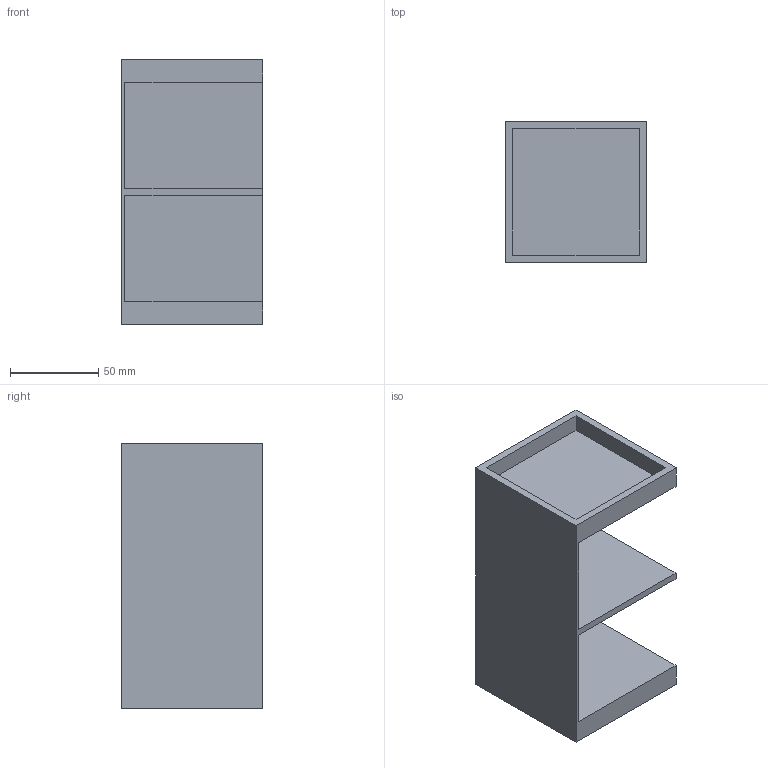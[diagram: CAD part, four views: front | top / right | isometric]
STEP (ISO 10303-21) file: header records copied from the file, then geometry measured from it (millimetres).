
FILE_DESCRIPTION (( 'STEP AP214' ), '1' );
FILE_NAME ('h1.STEP', '2025-07-09T20:16:36', ( '' ), ( '' ), 'SwSTEP 2.0', 'SolidWorks 2025', '' );
FILE_SCHEMA (( 'AUTOMOTIVE_DESIGN' ));
Length unit declared in the file: millimetre
Products named in the file (1): h1
Bounding box: 80 x 80 x 150 mm (x, y, z)
Volume: 128595.3 mm3; surface area: 90930.4 mm2
Topology: 1 solids, 1 shells, 24 faces, 60 edges, 40 vertices
Faces by surface type: plane 24
Entity records: 727 total; most frequent: CARTESIAN_POINT 125, ORIENTED_EDGE 120, DIRECTION 110, LINE 60, EDGE_CURVE 60, VECTOR 60, VERTEX_POINT 40, EDGE_LOOP 26
